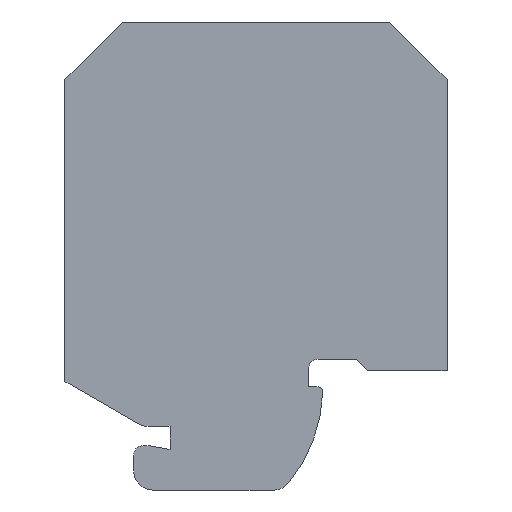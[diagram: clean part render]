
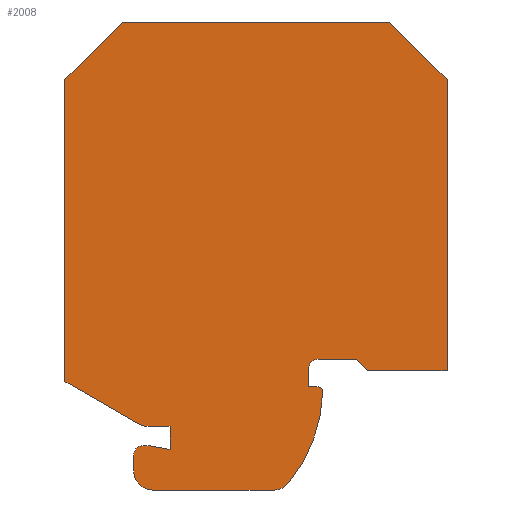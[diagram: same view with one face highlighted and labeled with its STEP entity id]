
A CAD part, left-side view. The second image highlights one B-rep face of the part: STEP entity #2008.
In plain terms, the highlighted planar face has unit normal (-1, 0, 0).
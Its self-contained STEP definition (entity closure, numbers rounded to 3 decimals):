
#524=AXIS2_PLACEMENT_3D('Circle Axis2P3D',#522,#523,$) ;
#617=AXIS2_PLACEMENT_3D('Circle Axis2P3D',#615,#616,$) ;
#648=AXIS2_PLACEMENT_3D('Circle Axis2P3D',#646,#647,$) ;
#679=AXIS2_PLACEMENT_3D('Circle Axis2P3D',#677,#678,$) ;
#741=AXIS2_PLACEMENT_3D('Circle Axis2P3D',#739,#740,$) ;
#803=AXIS2_PLACEMENT_3D('Circle Axis2P3D',#801,#802,$) ;
#958=AXIS2_PLACEMENT_3D('Circle Axis2P3D',#956,#957,$) ;
#1947=AXIS2_PLACEMENT_3D('Plane Axis2P3D',#1944,#1945,#1946) ;
#67=CARTESIAN_POINT('Vertex',(0.,4.739,47.739)) ;
#70=CARTESIAN_POINT('Line Origine',(0.,3.,46.)) ;
#74=CARTESIAN_POINT('Vertex',(0.,1.261,44.261)) ;
#202=CARTESIAN_POINT('Vertex',(0.,38.739,44.261)) ;
#205=CARTESIAN_POINT('Line Origine',(0.,37.,46.)) ;
#209=CARTESIAN_POINT('Vertex',(0.,35.261,47.739)) ;
#384=CARTESIAN_POINT('Vertex',(0.,0.,43.)) ;
#387=CARTESIAN_POINT('Line Origine',(0.,0.,27.75)) ;
#391=CARTESIAN_POINT('Vertex',(0.,0.,12.5)) ;
#429=CARTESIAN_POINT('Line Origine',(0.,4.15,12.5)) ;
#433=CARTESIAN_POINT('Vertex',(0.,8.3,12.5)) ;
#460=CARTESIAN_POINT('Line Origine',(0.,8.9,13.1)) ;
#464=CARTESIAN_POINT('Vertex',(0.,9.5,13.7)) ;
#491=CARTESIAN_POINT('Line Origine',(0.,11.5,13.7)) ;
#495=CARTESIAN_POINT('Vertex',(0.,13.5,13.7)) ;
#522=CARTESIAN_POINT('Axis2P3D Location',(0.,13.5,12.7)) ;
#526=CARTESIAN_POINT('Vertex',(0.,14.5,12.7)) ;
#553=CARTESIAN_POINT('Line Origine',(0.,14.5,11.75)) ;
#557=CARTESIAN_POINT('Vertex',(0.,14.5,10.8)) ;
#584=CARTESIAN_POINT('Line Origine',(0.,14.004,10.8)) ;
#588=CARTESIAN_POINT('Vertex',(0.,13.508,10.8)) ;
#615=CARTESIAN_POINT('Axis2P3D Location',(0.,13.508,10.3)) ;
#619=CARTESIAN_POINT('Vertex',(0.,13.008,10.284)) ;
#646=CARTESIAN_POINT('Axis2P3D Location',(0.,29.,10.8)) ;
#650=CARTESIAN_POINT('Vertex',(0.,16.556,0.743)) ;
#677=CARTESIAN_POINT('Axis2P3D Location',(0.,18.111,2.)) ;
#681=CARTESIAN_POINT('Vertex',(0.,18.111,0.)) ;
#708=CARTESIAN_POINT('Line Origine',(0.,24.456,0.)) ;
#712=CARTESIAN_POINT('Vertex',(0.,30.8,0.)) ;
#739=CARTESIAN_POINT('Axis2P3D Location',(0.,30.8,2.)) ;
#743=CARTESIAN_POINT('Vertex',(0.,32.8,2.)) ;
#770=CARTESIAN_POINT('Line Origine',(0.,32.8,2.825)) ;
#774=CARTESIAN_POINT('Vertex',(0.,32.8,3.65)) ;
#801=CARTESIAN_POINT('Axis2P3D Location',(0.,31.8,3.65)) ;
#805=CARTESIAN_POINT('Vertex',(0.,31.8,4.65)) ;
#832=CARTESIAN_POINT('Line Origine',(0.,31.55,4.65)) ;
#836=CARTESIAN_POINT('Vertex',(0.,31.3,4.65)) ;
#863=CARTESIAN_POINT('Line Origine',(0.,30.15,4.447)) ;
#867=CARTESIAN_POINT('Vertex',(0.,29.,4.244)) ;
#894=CARTESIAN_POINT('Line Origine',(0.,29.,5.447)) ;
#898=CARTESIAN_POINT('Vertex',(0.,29.,6.65)) ;
#925=CARTESIAN_POINT('Line Origine',(0.,30.15,6.65)) ;
#929=CARTESIAN_POINT('Vertex',(0.,31.3,6.65)) ;
#956=CARTESIAN_POINT('Axis2P3D Location',(0.,31.3,8.65)) ;
#960=CARTESIAN_POINT('Vertex',(0.,32.3,6.918)) ;
#987=CARTESIAN_POINT('Line Origine',(0.,36.15,9.141)) ;
#991=CARTESIAN_POINT('Vertex',(0.,40.,11.364)) ;
#1018=CARTESIAN_POINT('Line Origine',(0.,40.,27.182)) ;
#1022=CARTESIAN_POINT('Vertex',(0.,40.,43.)) ;
#1944=CARTESIAN_POINT('Axis2P3D Location',(0.,0.,0.)) ;
#1949=CARTESIAN_POINT('Line Origine',(0.,39.37,43.63)) ;
#1954=CARTESIAN_POINT('Line Origine',(0.,0.63,43.63)) ;
#1959=CARTESIAN_POINT('Line Origine',(0.,5.37,48.37)) ;
#1963=CARTESIAN_POINT('Vertex',(0.,6.,49.)) ;
#1966=CARTESIAN_POINT('Line Origine',(0.,20.,49.)) ;
#1970=CARTESIAN_POINT('Vertex',(0.,34.,49.)) ;
#1973=CARTESIAN_POINT('Line Origine',(0.,34.63,48.37)) ;
#71=DIRECTION('Vector Direction',(0.,-0.707,-0.707)) ;
#206=DIRECTION('Vector Direction',(0.,-0.707,0.707)) ;
#388=DIRECTION('Vector Direction',(0.,0.,1.)) ;
#430=DIRECTION('Vector Direction',(0.,1.,0.)) ;
#461=DIRECTION('Vector Direction',(0.,0.707,0.707)) ;
#492=DIRECTION('Vector Direction',(0.,1.,0.)) ;
#523=DIRECTION('Axis2P3D Direction',(1.,0.,0.)) ;
#554=DIRECTION('Vector Direction',(0.,0.,1.)) ;
#585=DIRECTION('Vector Direction',(0.,1.,0.)) ;
#616=DIRECTION('Axis2P3D Direction',(1.,0.,0.)) ;
#647=DIRECTION('Axis2P3D Direction',(1.,0.,0.)) ;
#678=DIRECTION('Axis2P3D Direction',(1.,0.,0.)) ;
#709=DIRECTION('Vector Direction',(0.,1.,0.)) ;
#740=DIRECTION('Axis2P3D Direction',(1.,0.,0.)) ;
#771=DIRECTION('Vector Direction',(0.,0.,1.)) ;
#802=DIRECTION('Axis2P3D Direction',(1.,0.,0.)) ;
#833=DIRECTION('Vector Direction',(0.,1.,0.)) ;
#864=DIRECTION('Vector Direction',(0.,0.985,0.174)) ;
#895=DIRECTION('Vector Direction',(0.,0.,1.)) ;
#926=DIRECTION('Vector Direction',(0.,1.,0.)) ;
#957=DIRECTION('Axis2P3D Direction',(1.,0.,0.)) ;
#988=DIRECTION('Vector Direction',(0.,0.866,0.5)) ;
#1019=DIRECTION('Vector Direction',(0.,0.,1.)) ;
#1945=DIRECTION('Axis2P3D Direction',(1.,0.,0.)) ;
#1946=DIRECTION('Axis2P3D XDirection',(0.,1.,0.)) ;
#1950=DIRECTION('Vector Direction',(0.,0.707,-0.707)) ;
#1955=DIRECTION('Vector Direction',(0.,0.707,0.707)) ;
#1960=DIRECTION('Vector Direction',(0.,0.707,0.707)) ;
#1967=DIRECTION('Vector Direction',(0.,1.,0.)) ;
#1974=DIRECTION('Vector Direction',(0.,0.707,-0.707)) ;
#72=VECTOR('Line Direction',#71,1.) ;
#207=VECTOR('Line Direction',#206,1.) ;
#389=VECTOR('Line Direction',#388,1.) ;
#431=VECTOR('Line Direction',#430,1.) ;
#462=VECTOR('Line Direction',#461,1.) ;
#493=VECTOR('Line Direction',#492,1.) ;
#555=VECTOR('Line Direction',#554,1.) ;
#586=VECTOR('Line Direction',#585,1.) ;
#710=VECTOR('Line Direction',#709,1.) ;
#772=VECTOR('Line Direction',#771,1.) ;
#834=VECTOR('Line Direction',#833,1.) ;
#865=VECTOR('Line Direction',#864,1.) ;
#896=VECTOR('Line Direction',#895,1.) ;
#927=VECTOR('Line Direction',#926,1.) ;
#989=VECTOR('Line Direction',#988,1.) ;
#1020=VECTOR('Line Direction',#1019,1.) ;
#1951=VECTOR('Line Direction',#1950,1.) ;
#1956=VECTOR('Line Direction',#1955,1.) ;
#1961=VECTOR('Line Direction',#1960,1.) ;
#1968=VECTOR('Line Direction',#1967,1.) ;
#1975=VECTOR('Line Direction',#1974,1.) ;
#1979=ORIENTED_EDGE('',*,*,#211,.T.) ;
#1980=ORIENTED_EDGE('',*,*,#1953,.T.) ;
#1981=ORIENTED_EDGE('',*,*,#1024,.T.) ;
#1982=ORIENTED_EDGE('',*,*,#993,.T.) ;
#1983=ORIENTED_EDGE('',*,*,#962,.T.) ;
#1984=ORIENTED_EDGE('',*,*,#931,.T.) ;
#1985=ORIENTED_EDGE('',*,*,#900,.T.) ;
#1986=ORIENTED_EDGE('',*,*,#869,.T.) ;
#1987=ORIENTED_EDGE('',*,*,#838,.T.) ;
#1988=ORIENTED_EDGE('',*,*,#807,.T.) ;
#1989=ORIENTED_EDGE('',*,*,#776,.T.) ;
#1990=ORIENTED_EDGE('',*,*,#745,.T.) ;
#1991=ORIENTED_EDGE('',*,*,#714,.T.) ;
#1992=ORIENTED_EDGE('',*,*,#683,.T.) ;
#1993=ORIENTED_EDGE('',*,*,#652,.T.) ;
#1994=ORIENTED_EDGE('',*,*,#621,.T.) ;
#1995=ORIENTED_EDGE('',*,*,#590,.T.) ;
#1996=ORIENTED_EDGE('',*,*,#559,.T.) ;
#1997=ORIENTED_EDGE('',*,*,#528,.T.) ;
#1998=ORIENTED_EDGE('',*,*,#497,.T.) ;
#1999=ORIENTED_EDGE('',*,*,#466,.T.) ;
#2000=ORIENTED_EDGE('',*,*,#435,.T.) ;
#2001=ORIENTED_EDGE('',*,*,#393,.T.) ;
#2002=ORIENTED_EDGE('',*,*,#1958,.T.) ;
#2003=ORIENTED_EDGE('',*,*,#76,.T.) ;
#2004=ORIENTED_EDGE('',*,*,#1965,.T.) ;
#2005=ORIENTED_EDGE('',*,*,#1972,.T.) ;
#2006=ORIENTED_EDGE('',*,*,#1977,.T.) ;
#2008=ADVANCED_FACE('V1',(#2007),#1948,.F.) ;
#525=CIRCLE('generated circle',#524,1.) ;
#618=CIRCLE('generated circle',#617,0.5) ;
#649=CIRCLE('generated circle',#648,16.) ;
#680=CIRCLE('generated circle',#679,2.) ;
#742=CIRCLE('generated circle',#741,2.) ;
#804=CIRCLE('generated circle',#803,1.) ;
#959=CIRCLE('generated circle',#958,2.) ;
#76=EDGE_CURVE('',#75,#68,#73,.F.) ;
#211=EDGE_CURVE('',#210,#203,#208,.F.) ;
#393=EDGE_CURVE('',#392,#385,#390,.T.) ;
#435=EDGE_CURVE('',#434,#392,#432,.F.) ;
#466=EDGE_CURVE('',#465,#434,#463,.F.) ;
#497=EDGE_CURVE('',#496,#465,#494,.F.) ;
#528=EDGE_CURVE('',#527,#496,#525,.T.) ;
#559=EDGE_CURVE('',#558,#527,#556,.T.) ;
#590=EDGE_CURVE('',#589,#558,#587,.T.) ;
#621=EDGE_CURVE('',#620,#589,#618,.F.) ;
#652=EDGE_CURVE('',#651,#620,#649,.F.) ;
#683=EDGE_CURVE('',#682,#651,#680,.F.) ;
#714=EDGE_CURVE('',#713,#682,#711,.F.) ;
#745=EDGE_CURVE('',#744,#713,#742,.F.) ;
#776=EDGE_CURVE('',#775,#744,#773,.F.) ;
#807=EDGE_CURVE('',#806,#775,#804,.F.) ;
#838=EDGE_CURVE('',#837,#806,#835,.T.) ;
#869=EDGE_CURVE('',#868,#837,#866,.T.) ;
#900=EDGE_CURVE('',#899,#868,#897,.F.) ;
#931=EDGE_CURVE('',#930,#899,#928,.F.) ;
#962=EDGE_CURVE('',#961,#930,#959,.F.) ;
#993=EDGE_CURVE('',#992,#961,#990,.F.) ;
#1024=EDGE_CURVE('',#1023,#992,#1021,.F.) ;
#1953=EDGE_CURVE('',#203,#1023,#1952,.T.) ;
#1958=EDGE_CURVE('',#385,#75,#1957,.T.) ;
#1965=EDGE_CURVE('',#68,#1964,#1962,.T.) ;
#1972=EDGE_CURVE('',#1964,#1971,#1969,.T.) ;
#1977=EDGE_CURVE('',#1971,#210,#1976,.T.) ;
#1978=EDGE_LOOP('',(#1979,#1980,#1981,#1982,#1983,#1984,#1985,#1986,#1987,#1988,#1989,#1990,#1991,#1992,#1993,#1994,#1995,#1996,#1997,#1998,#1999,#2000,#2001,#2002,#2003,#2004,#2005,#2006)) ;
#2007=FACE_OUTER_BOUND('',#1978,.T.) ;
#73=LINE('Line',#70,#72) ;
#208=LINE('Line',#205,#207) ;
#390=LINE('Line',#387,#389) ;
#432=LINE('Line',#429,#431) ;
#463=LINE('Line',#460,#462) ;
#494=LINE('Line',#491,#493) ;
#556=LINE('Line',#553,#555) ;
#587=LINE('Line',#584,#586) ;
#711=LINE('Line',#708,#710) ;
#773=LINE('Line',#770,#772) ;
#835=LINE('Line',#832,#834) ;
#866=LINE('Line',#863,#865) ;
#897=LINE('Line',#894,#896) ;
#928=LINE('Line',#925,#927) ;
#990=LINE('Line',#987,#989) ;
#1021=LINE('Line',#1018,#1020) ;
#1952=LINE('Line',#1949,#1951) ;
#1957=LINE('Line',#1954,#1956) ;
#1962=LINE('Line',#1959,#1961) ;
#1969=LINE('Line',#1966,#1968) ;
#1976=LINE('Line',#1973,#1975) ;
#1948=PLANE('',#1947) ;
#68=VERTEX_POINT('',#67) ;
#75=VERTEX_POINT('',#74) ;
#203=VERTEX_POINT('',#202) ;
#210=VERTEX_POINT('',#209) ;
#385=VERTEX_POINT('',#384) ;
#392=VERTEX_POINT('',#391) ;
#434=VERTEX_POINT('',#433) ;
#465=VERTEX_POINT('',#464) ;
#496=VERTEX_POINT('',#495) ;
#527=VERTEX_POINT('',#526) ;
#558=VERTEX_POINT('',#557) ;
#589=VERTEX_POINT('',#588) ;
#620=VERTEX_POINT('',#619) ;
#651=VERTEX_POINT('',#650) ;
#682=VERTEX_POINT('',#681) ;
#713=VERTEX_POINT('',#712) ;
#744=VERTEX_POINT('',#743) ;
#775=VERTEX_POINT('',#774) ;
#806=VERTEX_POINT('',#805) ;
#837=VERTEX_POINT('',#836) ;
#868=VERTEX_POINT('',#867) ;
#899=VERTEX_POINT('',#898) ;
#930=VERTEX_POINT('',#929) ;
#961=VERTEX_POINT('',#960) ;
#992=VERTEX_POINT('',#991) ;
#1023=VERTEX_POINT('',#1022) ;
#1964=VERTEX_POINT('',#1963) ;
#1971=VERTEX_POINT('',#1970) ;
